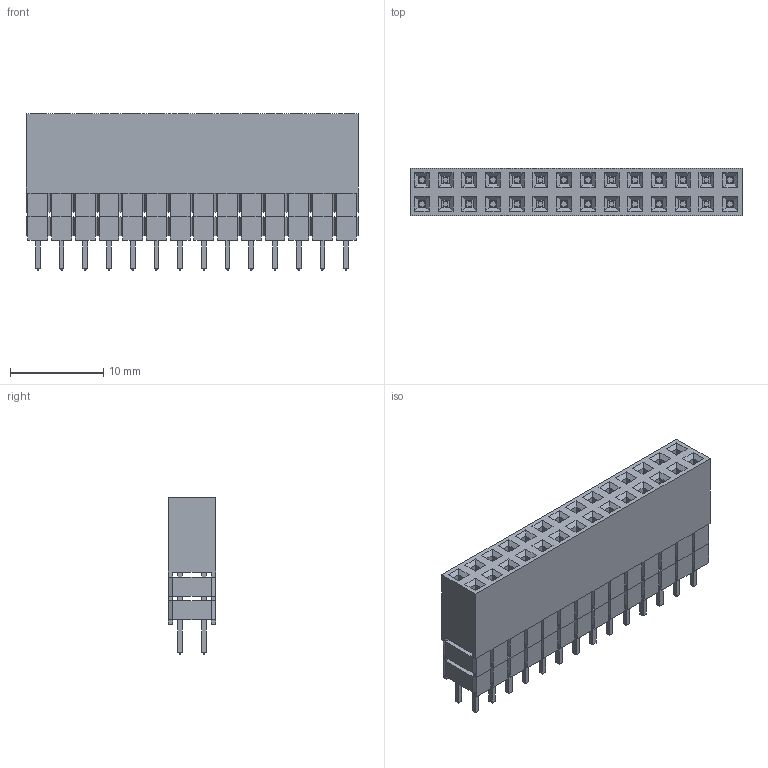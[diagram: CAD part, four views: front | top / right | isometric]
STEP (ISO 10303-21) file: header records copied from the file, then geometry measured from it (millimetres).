
FILE_DESCRIPTION(('FreeCAD Model'),'2;1');
FILE_NAME('Socket_Strip_Straight_L13.6_P2.5_02x14.step','2019-08-27T03:07:18',('Author'),(''), 'Open CASCADE STEP processor 6.8','FreeCAD','Unknown');
FILE_SCHEMA(('AUTOMOTIVE_DESIGN { 1 0 10303 214 1 1 1 1 }'));
Length unit declared in the file: millimetre
Products named in the file (1): Socket_Strip_Straight_L13.6_P2.5_02x14
Bounding box: 35.56 x 5.08 x 16.78 mm (x, y, z)
Volume: 2124.5 mm3; surface area: 3013.8 mm2
Topology: 1 solids, 1 shells, 1274 faces, 3138 edges, 1868 vertices
Faces by surface type: plane 1274
Entity records: 45226 total; most frequent: CARTESIAN_POINT 6281, ORIENTED_EDGE 6276, DIRECTION 5688, EDGE_CURVE 3138, LINE 3138, VECTOR 3138, VERTEX_POINT 1868, FACE_BOUND 1470
